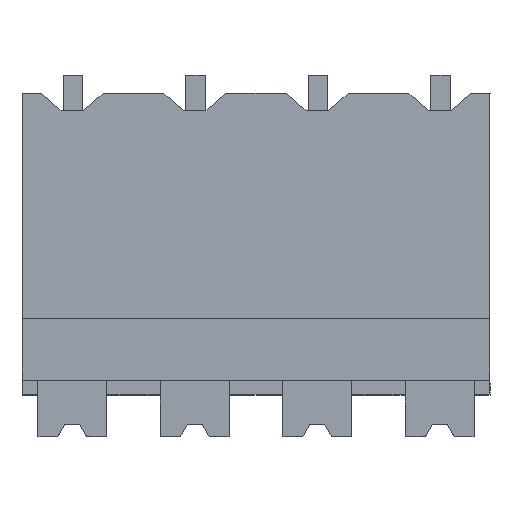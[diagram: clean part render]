
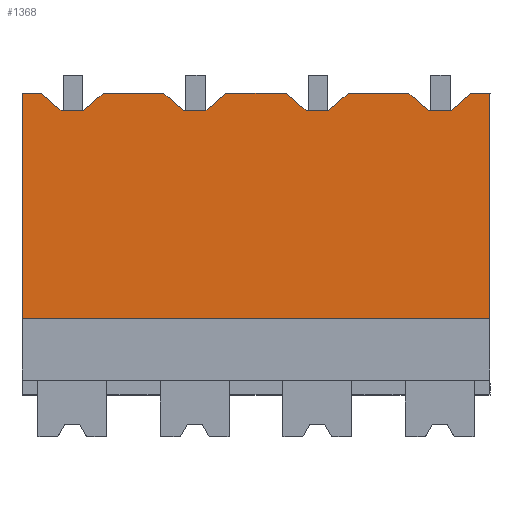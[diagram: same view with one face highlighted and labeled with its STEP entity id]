
A CAD part, top view. The second image highlights one B-rep face of the part: STEP entity #1368.
In plain terms, the highlighted planar face has unit normal (0, 0, 1).
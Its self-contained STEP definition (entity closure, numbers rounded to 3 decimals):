
#1196=AXIS2_PLACEMENT_3D('Plane Axis2P3D',#1193,#1194,#1195) ;
#119=CARTESIAN_POINT('Vertex',(0.,4.8,8.9)) ;
#122=CARTESIAN_POINT('Line Origine',(0.,9.4,8.9)) ;
#126=CARTESIAN_POINT('Vertex',(0.,14.,8.9)) ;
#1177=CARTESIAN_POINT('Vertex',(19.1,4.8,8.9)) ;
#1180=CARTESIAN_POINT('Line Origine',(9.55,4.8,8.9)) ;
#1193=CARTESIAN_POINT('Axis2P3D Location',(0.,4.8,8.9)) ;
#1198=CARTESIAN_POINT('Line Origine',(13.93,14.,8.9)) ;
#1202=CARTESIAN_POINT('Vertex',(13.309,14.,8.9)) ;
#1204=CARTESIAN_POINT('Vertex',(14.55,14.,8.9)) ;
#1207=CARTESIAN_POINT('Line Origine',(12.909,13.65,8.9)) ;
#1211=CARTESIAN_POINT('Vertex',(12.509,13.3,8.9)) ;
#1214=CARTESIAN_POINT('Line Origine',(12.051,13.3,8.9)) ;
#1218=CARTESIAN_POINT('Vertex',(11.592,13.3,8.9)) ;
#1221=CARTESIAN_POINT('Line Origine',(11.192,13.65,8.9)) ;
#1225=CARTESIAN_POINT('Vertex',(10.792,14.,8.9)) ;
#1228=CARTESIAN_POINT('Line Origine',(10.171,14.,8.9)) ;
#1232=CARTESIAN_POINT('Vertex',(9.55,14.,8.9)) ;
#1235=CARTESIAN_POINT('Line Origine',(8.93,14.,8.9)) ;
#1239=CARTESIAN_POINT('Vertex',(8.309,14.,8.9)) ;
#1242=CARTESIAN_POINT('Line Origine',(7.909,13.65,8.9)) ;
#1246=CARTESIAN_POINT('Vertex',(7.509,13.3,8.9)) ;
#1249=CARTESIAN_POINT('Line Origine',(7.051,13.3,8.9)) ;
#1253=CARTESIAN_POINT('Vertex',(6.592,13.3,8.9)) ;
#1256=CARTESIAN_POINT('Line Origine',(6.192,13.65,8.9)) ;
#1260=CARTESIAN_POINT('Vertex',(5.792,14.,8.9)) ;
#1263=CARTESIAN_POINT('Line Origine',(5.171,14.,8.9)) ;
#1267=CARTESIAN_POINT('Vertex',(4.55,14.,8.9)) ;
#1270=CARTESIAN_POINT('Line Origine',(3.93,14.,8.9)) ;
#1274=CARTESIAN_POINT('Vertex',(3.309,14.,8.9)) ;
#1277=CARTESIAN_POINT('Line Origine',(2.909,13.65,8.9)) ;
#1281=CARTESIAN_POINT('Vertex',(2.509,13.3,8.9)) ;
#1284=CARTESIAN_POINT('Line Origine',(2.051,13.3,8.9)) ;
#1288=CARTESIAN_POINT('Vertex',(1.592,13.3,8.9)) ;
#1291=CARTESIAN_POINT('Line Origine',(1.192,13.65,8.9)) ;
#1295=CARTESIAN_POINT('Vertex',(0.792,14.,8.9)) ;
#1298=CARTESIAN_POINT('Line Origine',(0.396,14.,8.9)) ;
#1303=CARTESIAN_POINT('Line Origine',(19.1,9.4,8.9)) ;
#1307=CARTESIAN_POINT('Vertex',(19.1,14.,8.9)) ;
#1310=CARTESIAN_POINT('Line Origine',(18.705,14.,8.9)) ;
#1314=CARTESIAN_POINT('Vertex',(18.309,14.,8.9)) ;
#1317=CARTESIAN_POINT('Line Origine',(17.909,13.65,8.9)) ;
#1321=CARTESIAN_POINT('Vertex',(17.509,13.3,8.9)) ;
#1324=CARTESIAN_POINT('Line Origine',(17.051,13.3,8.9)) ;
#1328=CARTESIAN_POINT('Vertex',(16.592,13.3,8.9)) ;
#1331=CARTESIAN_POINT('Line Origine',(16.192,13.65,8.9)) ;
#1335=CARTESIAN_POINT('Vertex',(15.792,14.,8.9)) ;
#1338=CARTESIAN_POINT('Line Origine',(15.171,14.,8.9)) ;
#123=DIRECTION('Vector Direction',(0.,1.,0.)) ;
#1181=DIRECTION('Vector Direction',(1.,0.,0.)) ;
#1194=DIRECTION('Axis2P3D Direction',(0.,0.,-1.)) ;
#1195=DIRECTION('Axis2P3D XDirection',(0.,1.,0.)) ;
#1199=DIRECTION('Vector Direction',(1.,0.,0.)) ;
#1208=DIRECTION('Vector Direction',(0.753,0.659,0.)) ;
#1215=DIRECTION('Vector Direction',(1.,0.,0.)) ;
#1222=DIRECTION('Vector Direction',(0.753,-0.659,0.)) ;
#1229=DIRECTION('Vector Direction',(1.,0.,0.)) ;
#1236=DIRECTION('Vector Direction',(1.,0.,0.)) ;
#1243=DIRECTION('Vector Direction',(0.753,0.659,0.)) ;
#1250=DIRECTION('Vector Direction',(1.,0.,0.)) ;
#1257=DIRECTION('Vector Direction',(0.753,-0.659,0.)) ;
#1264=DIRECTION('Vector Direction',(1.,0.,0.)) ;
#1271=DIRECTION('Vector Direction',(1.,0.,0.)) ;
#1278=DIRECTION('Vector Direction',(0.753,0.659,0.)) ;
#1285=DIRECTION('Vector Direction',(1.,0.,0.)) ;
#1292=DIRECTION('Vector Direction',(0.753,-0.659,0.)) ;
#1299=DIRECTION('Vector Direction',(1.,0.,0.)) ;
#1304=DIRECTION('Vector Direction',(0.,1.,0.)) ;
#1311=DIRECTION('Vector Direction',(1.,0.,0.)) ;
#1318=DIRECTION('Vector Direction',(0.753,0.659,0.)) ;
#1325=DIRECTION('Vector Direction',(1.,0.,0.)) ;
#1332=DIRECTION('Vector Direction',(0.753,-0.659,0.)) ;
#1339=DIRECTION('Vector Direction',(1.,0.,0.)) ;
#124=VECTOR('Line Direction',#123,1.) ;
#1182=VECTOR('Line Direction',#1181,1.) ;
#1200=VECTOR('Line Direction',#1199,1.) ;
#1209=VECTOR('Line Direction',#1208,1.) ;
#1216=VECTOR('Line Direction',#1215,1.) ;
#1223=VECTOR('Line Direction',#1222,1.) ;
#1230=VECTOR('Line Direction',#1229,1.) ;
#1237=VECTOR('Line Direction',#1236,1.) ;
#1244=VECTOR('Line Direction',#1243,1.) ;
#1251=VECTOR('Line Direction',#1250,1.) ;
#1258=VECTOR('Line Direction',#1257,1.) ;
#1265=VECTOR('Line Direction',#1264,1.) ;
#1272=VECTOR('Line Direction',#1271,1.) ;
#1279=VECTOR('Line Direction',#1278,1.) ;
#1286=VECTOR('Line Direction',#1285,1.) ;
#1293=VECTOR('Line Direction',#1292,1.) ;
#1300=VECTOR('Line Direction',#1299,1.) ;
#1305=VECTOR('Line Direction',#1304,1.) ;
#1312=VECTOR('Line Direction',#1311,1.) ;
#1319=VECTOR('Line Direction',#1318,1.) ;
#1326=VECTOR('Line Direction',#1325,1.) ;
#1333=VECTOR('Line Direction',#1332,1.) ;
#1340=VECTOR('Line Direction',#1339,1.) ;
#1344=ORIENTED_EDGE('',*,*,#1206,.F.) ;
#1345=ORIENTED_EDGE('',*,*,#1213,.F.) ;
#1346=ORIENTED_EDGE('',*,*,#1220,.F.) ;
#1347=ORIENTED_EDGE('',*,*,#1227,.F.) ;
#1348=ORIENTED_EDGE('',*,*,#1234,.F.) ;
#1349=ORIENTED_EDGE('',*,*,#1241,.F.) ;
#1350=ORIENTED_EDGE('',*,*,#1248,.F.) ;
#1351=ORIENTED_EDGE('',*,*,#1255,.F.) ;
#1352=ORIENTED_EDGE('',*,*,#1262,.F.) ;
#1353=ORIENTED_EDGE('',*,*,#1269,.F.) ;
#1354=ORIENTED_EDGE('',*,*,#1276,.F.) ;
#1355=ORIENTED_EDGE('',*,*,#1283,.F.) ;
#1356=ORIENTED_EDGE('',*,*,#1290,.F.) ;
#1357=ORIENTED_EDGE('',*,*,#1297,.F.) ;
#1358=ORIENTED_EDGE('',*,*,#1302,.F.) ;
#1359=ORIENTED_EDGE('',*,*,#128,.F.) ;
#1360=ORIENTED_EDGE('',*,*,#1184,.T.) ;
#1361=ORIENTED_EDGE('',*,*,#1309,.T.) ;
#1362=ORIENTED_EDGE('',*,*,#1316,.F.) ;
#1363=ORIENTED_EDGE('',*,*,#1323,.F.) ;
#1364=ORIENTED_EDGE('',*,*,#1330,.F.) ;
#1365=ORIENTED_EDGE('',*,*,#1337,.F.) ;
#1366=ORIENTED_EDGE('',*,*,#1342,.F.) ;
#1368=ADVANCED_FACE('HOUSING',(#1367),#1197,.F.) ;
#128=EDGE_CURVE('',#120,#127,#125,.T.) ;
#1184=EDGE_CURVE('',#120,#1178,#1183,.T.) ;
#1206=EDGE_CURVE('',#1203,#1205,#1201,.T.) ;
#1213=EDGE_CURVE('',#1212,#1203,#1210,.T.) ;
#1220=EDGE_CURVE('',#1219,#1212,#1217,.T.) ;
#1227=EDGE_CURVE('',#1226,#1219,#1224,.T.) ;
#1234=EDGE_CURVE('',#1233,#1226,#1231,.T.) ;
#1241=EDGE_CURVE('',#1240,#1233,#1238,.T.) ;
#1248=EDGE_CURVE('',#1247,#1240,#1245,.T.) ;
#1255=EDGE_CURVE('',#1254,#1247,#1252,.T.) ;
#1262=EDGE_CURVE('',#1261,#1254,#1259,.T.) ;
#1269=EDGE_CURVE('',#1268,#1261,#1266,.T.) ;
#1276=EDGE_CURVE('',#1275,#1268,#1273,.T.) ;
#1283=EDGE_CURVE('',#1282,#1275,#1280,.T.) ;
#1290=EDGE_CURVE('',#1289,#1282,#1287,.T.) ;
#1297=EDGE_CURVE('',#1296,#1289,#1294,.T.) ;
#1302=EDGE_CURVE('',#127,#1296,#1301,.T.) ;
#1309=EDGE_CURVE('',#1178,#1308,#1306,.T.) ;
#1316=EDGE_CURVE('',#1315,#1308,#1313,.T.) ;
#1323=EDGE_CURVE('',#1322,#1315,#1320,.T.) ;
#1330=EDGE_CURVE('',#1329,#1322,#1327,.T.) ;
#1337=EDGE_CURVE('',#1336,#1329,#1334,.T.) ;
#1342=EDGE_CURVE('',#1205,#1336,#1341,.T.) ;
#1343=EDGE_LOOP('',(#1344,#1345,#1346,#1347,#1348,#1349,#1350,#1351,#1352,#1353,#1354,#1355,#1356,#1357,#1358,#1359,#1360,#1361,#1362,#1363,#1364,#1365,#1366)) ;
#1367=FACE_OUTER_BOUND('',#1343,.T.) ;
#125=LINE('Line',#122,#124) ;
#1183=LINE('Line',#1180,#1182) ;
#1201=LINE('Line',#1198,#1200) ;
#1210=LINE('Line',#1207,#1209) ;
#1217=LINE('Line',#1214,#1216) ;
#1224=LINE('Line',#1221,#1223) ;
#1231=LINE('Line',#1228,#1230) ;
#1238=LINE('Line',#1235,#1237) ;
#1245=LINE('Line',#1242,#1244) ;
#1252=LINE('Line',#1249,#1251) ;
#1259=LINE('Line',#1256,#1258) ;
#1266=LINE('Line',#1263,#1265) ;
#1273=LINE('Line',#1270,#1272) ;
#1280=LINE('Line',#1277,#1279) ;
#1287=LINE('Line',#1284,#1286) ;
#1294=LINE('Line',#1291,#1293) ;
#1301=LINE('Line',#1298,#1300) ;
#1306=LINE('Line',#1303,#1305) ;
#1313=LINE('Line',#1310,#1312) ;
#1320=LINE('Line',#1317,#1319) ;
#1327=LINE('Line',#1324,#1326) ;
#1334=LINE('Line',#1331,#1333) ;
#1341=LINE('Line',#1338,#1340) ;
#1197=PLANE('',#1196) ;
#120=VERTEX_POINT('',#119) ;
#127=VERTEX_POINT('',#126) ;
#1178=VERTEX_POINT('',#1177) ;
#1203=VERTEX_POINT('',#1202) ;
#1205=VERTEX_POINT('',#1204) ;
#1212=VERTEX_POINT('',#1211) ;
#1219=VERTEX_POINT('',#1218) ;
#1226=VERTEX_POINT('',#1225) ;
#1233=VERTEX_POINT('',#1232) ;
#1240=VERTEX_POINT('',#1239) ;
#1247=VERTEX_POINT('',#1246) ;
#1254=VERTEX_POINT('',#1253) ;
#1261=VERTEX_POINT('',#1260) ;
#1268=VERTEX_POINT('',#1267) ;
#1275=VERTEX_POINT('',#1274) ;
#1282=VERTEX_POINT('',#1281) ;
#1289=VERTEX_POINT('',#1288) ;
#1296=VERTEX_POINT('',#1295) ;
#1308=VERTEX_POINT('',#1307) ;
#1315=VERTEX_POINT('',#1314) ;
#1322=VERTEX_POINT('',#1321) ;
#1329=VERTEX_POINT('',#1328) ;
#1336=VERTEX_POINT('',#1335) ;
